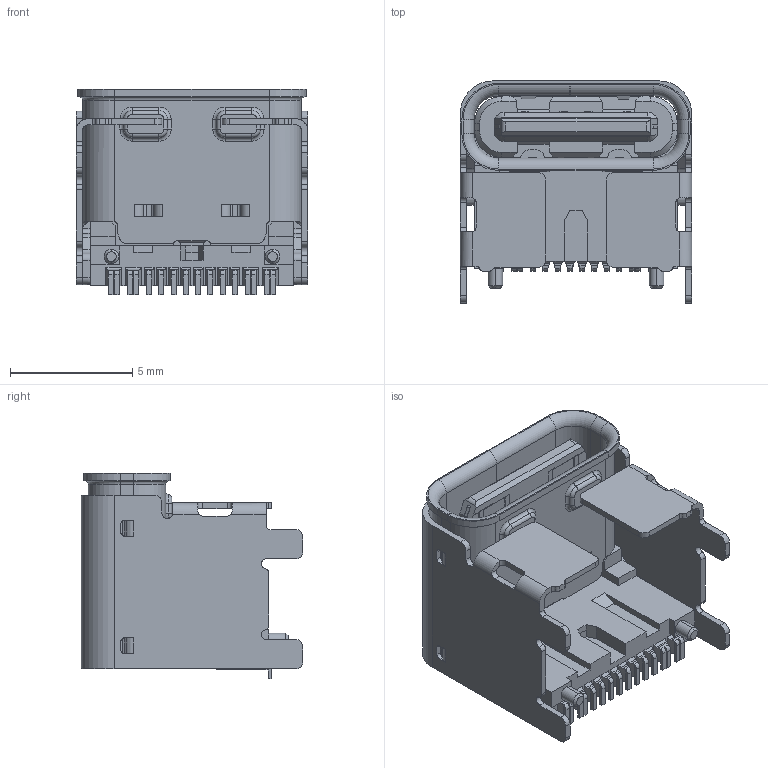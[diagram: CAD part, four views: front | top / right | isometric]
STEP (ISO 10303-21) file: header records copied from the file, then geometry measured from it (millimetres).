
FILE_DESCRIPTION(('STEP AP242'),'1');
FILE_NAME('usb4805-03-a.stp','2025-08-26T21:43:58',('TraceParts'),('TraceParts S.A.'),'Spatial InterOp 3D',' ',' ');
FILE_SCHEMA(('AP242_MANAGED_MODEL_BASED_3D_ENGINEERING_MIM_LF {1 0 10303 442 1 1 4}'));
Length unit declared in the file: millimetre
Products named in the file (1): USB4805-03-A_revA|NAUO1#USB4805 Shell;SHELL
Bounding box: 9.47 x 9.08 x 8.4 mm (x, y, z)
Volume: 233.1 mm3; surface area: 1034 mm2
Topology: 2 solids, 2 shells, 1342 faces, 3718 edges, 2405 vertices
Faces by surface type: plane 881, cylinder 355, torus 72, cone 26, bspline 8
Entity records: 48372 total; most frequent: CARTESIAN_POINT 10500, ORIENTED_EDGE 7436, DIRECTION 6366, EDGE_CURVE 3718, VERTEX_POINT 2405, AXIS2_PLACEMENT_3D 2143, LINE 2080, VECTOR 2080
